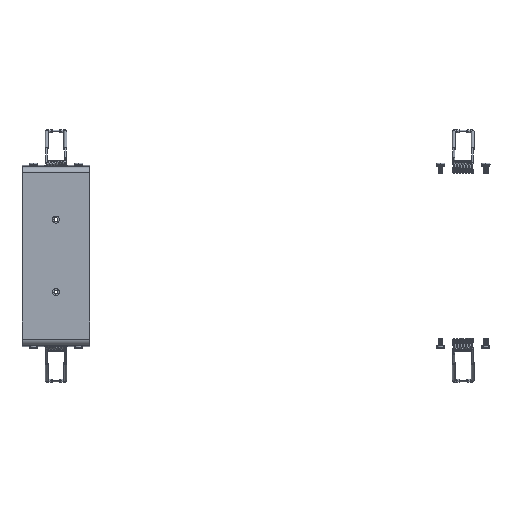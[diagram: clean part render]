
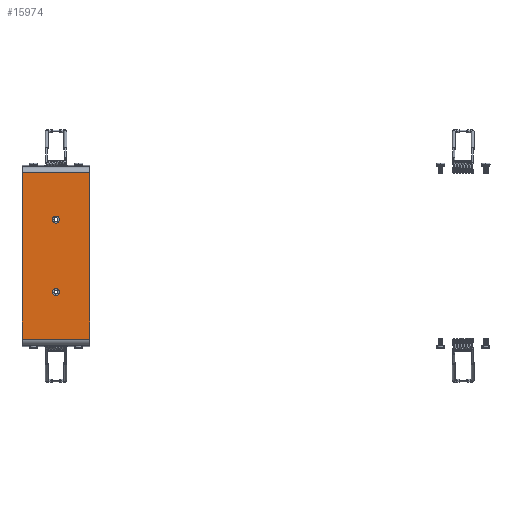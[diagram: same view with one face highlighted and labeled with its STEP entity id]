
A CAD part, top view. The second image highlights one B-rep face of the part: STEP entity #15974.
In plain terms, the highlighted planar face has unit normal (0, 0, 1).
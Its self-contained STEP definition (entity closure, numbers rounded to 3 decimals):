
#11455=DIRECTION('',(0.,-1.,0.));
#11456=VECTOR('',#11455,110.284);
#11457=CARTESIAN_POINT('',(-112.5,55.142,51.002));
#11458=LINE('',#11457,#11456);
#11459=CARTESIAN_POINT('',(-135.,24.,51.002));
#11460=DIRECTION('',(0.,0.,1.));
#11461=DIRECTION('',(-1.,0.,0.));
#11462=AXIS2_PLACEMENT_3D('',#11459,#11460,#11461);
#11464=CARTESIAN_POINT('',(-135.,24.,51.002));
#11465=DIRECTION('',(0.,0.,1.));
#11466=DIRECTION('',(1.,0.,0.));
#11467=AXIS2_PLACEMENT_3D('',#11464,#11465,#11466);
#11469=CARTESIAN_POINT('',(-135.,-24.,51.002));
#11470=DIRECTION('',(0.,0.,1.));
#11471=DIRECTION('',(1.,0.,0.));
#11472=AXIS2_PLACEMENT_3D('',#11469,#11470,#11471);
#11474=CARTESIAN_POINT('',(-135.,-24.,51.002));
#11475=DIRECTION('',(0.,0.,1.));
#11476=DIRECTION('',(-1.,0.,0.));
#11477=AXIS2_PLACEMENT_3D('',#11474,#11475,#11476);
#11479=DIRECTION('',(0.,-1.,0.));
#11480=VECTOR('',#11479,110.284);
#11481=CARTESIAN_POINT('',(-157.5,55.142,51.002));
#11482=LINE('',#11481,#11480);
#11501=DIRECTION('',(1.,0.,0.));
#11502=VECTOR('',#11501,45.);
#11503=CARTESIAN_POINT('',(-157.5,-55.142,51.002));
#11504=LINE('',#11503,#11502);
#13363=DIRECTION('',(-1.,0.,0.));
#13364=VECTOR('',#13363,45.);
#13365=CARTESIAN_POINT('',(-112.5,55.142,51.002));
#13366=LINE('',#13365,#13364);
#15716=CARTESIAN_POINT('',(-157.5,55.142,51.002));
#15717=VERTEX_POINT('',#15716);
#15720=CARTESIAN_POINT('',(-112.5,55.142,51.002));
#15721=VERTEX_POINT('',#15720);
#15776=CARTESIAN_POINT('',(-157.5,-55.142,51.002));
#15777=VERTEX_POINT('',#15776);
#15778=CARTESIAN_POINT('',(-112.5,-55.142,51.002));
#15779=VERTEX_POINT('',#15778);
#15780=CARTESIAN_POINT('',(-137.3,24.,51.002));
#15781=CARTESIAN_POINT('',(-132.7,24.,51.002));
#15782=VERTEX_POINT('',#15780);
#15783=VERTEX_POINT('',#15781);
#15784=CARTESIAN_POINT('',(-132.7,-24.,51.002));
#15785=CARTESIAN_POINT('',(-137.3,-24.,51.002));
#15786=VERTEX_POINT('',#15784);
#15787=VERTEX_POINT('',#15785);
#15948=CARTESIAN_POINT('',(-135.,0.,51.002));
#15949=DIRECTION('',(0.,0.,1.));
#15950=DIRECTION('',(0.,-1.,0.));
#15951=AXIS2_PLACEMENT_3D('',#15948,#15949,#15950);
#15952=PLANE('',#15951);
#15954=ORIENTED_EDGE('',*,*,#15953,.F.);
#15956=ORIENTED_EDGE('',*,*,#15955,.F.);
#15957=ORIENTED_EDGE('',*,*,#15937,.T.);
#15959=ORIENTED_EDGE('',*,*,#15958,.F.);
#15960=EDGE_LOOP('',(#15954,#15956,#15957,#15959));
#15961=FACE_OUTER_BOUND('',#15960,.F.);
#15963=ORIENTED_EDGE('',*,*,#15962,.T.);
#15965=ORIENTED_EDGE('',*,*,#15964,.T.);
#15966=EDGE_LOOP('',(#15963,#15965));
#15967=FACE_BOUND('',#15966,.F.);
#15969=ORIENTED_EDGE('',*,*,#15968,.T.);
#15971=ORIENTED_EDGE('',*,*,#15970,.T.);
#15972=EDGE_LOOP('',(#15969,#15971));
#15973=FACE_BOUND('',#15972,.F.);
#15974=ADVANCED_FACE('',(#15961,#15967,#15973),#15952,.T.);
#11463=CIRCLE('',#11462,2.3);
#11468=CIRCLE('',#11467,2.3);
#11473=CIRCLE('',#11472,2.3);
#11478=CIRCLE('',#11477,2.3);
#15937=EDGE_CURVE('',#15721,#15779,#11458,.T.);
#15953=EDGE_CURVE('',#15717,#15777,#11482,.T.);
#15955=EDGE_CURVE('',#15721,#15717,#13366,.T.);
#15958=EDGE_CURVE('',#15777,#15779,#11504,.T.);
#15962=EDGE_CURVE('',#15782,#15783,#11463,.T.);
#15964=EDGE_CURVE('',#15783,#15782,#11468,.T.);
#15968=EDGE_CURVE('',#15786,#15787,#11473,.T.);
#15970=EDGE_CURVE('',#15787,#15786,#11478,.T.);
